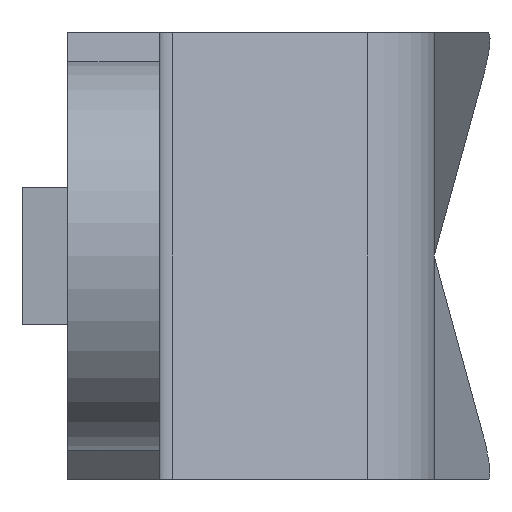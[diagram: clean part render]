
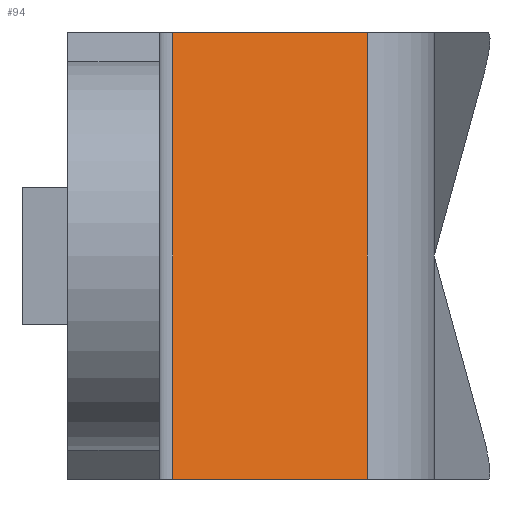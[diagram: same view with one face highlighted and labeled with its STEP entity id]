
A CAD part, left-side view. The second image highlights one B-rep face of the part: STEP entity #94.
In plain terms, the highlighted planar face has unit normal (-0.91, -0.415, 0).
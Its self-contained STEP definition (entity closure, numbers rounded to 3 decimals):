
#94 = ADVANCED_FACE( '', ( #210 ), #211, .F. );
#210 = FACE_OUTER_BOUND( '', #351, .T. );
#211 = PLANE( '', #352 );
#351 = EDGE_LOOP( '', ( #495, #496, #497, #498 ) );
#352 = AXIS2_PLACEMENT_3D( '', #499, #500, #501 );
#495 = ORIENTED_EDGE( '', *, *, #870, .T. );
#496 = ORIENTED_EDGE( '', *, *, #871, .T. );
#497 = ORIENTED_EDGE( '', *, *, #856, .F. );
#498 = ORIENTED_EDGE( '', *, *, #872, .T. );
#499 = CARTESIAN_POINT( '', ( 14.494, -0.585, 10. ) );
#500 = DIRECTION( '', ( 0.91, 0.415, 0. ) );
#501 = DIRECTION( '', ( -0.415, 0.91, 0. ) );
#856 = EDGE_CURVE( '', #1007, #1008, #1009, .T. );
#870 = EDGE_CURVE( '', #1031, #1032, #1033, .T. );
#871 = EDGE_CURVE( '', #1032, #1008, #1034, .T. );
#872 = EDGE_CURVE( '', #1007, #1031, #1035, .T. );
#1007 = VERTEX_POINT( '', #1231 );
#1008 = VERTEX_POINT( '', #1232 );
#1009 = LINE( '', #1233, #1234 );
#1031 = VERTEX_POINT( '', #1264 );
#1032 = VERTEX_POINT( '', #1265 );
#1033 = LINE( '', #1266, #1267 );
#1034 = LINE( '', #1268, #1269 );
#1035 = LINE( '', #1270, #1271 );
#1231 = CARTESIAN_POINT( '', ( 18.362, -9.073, 9.75 ) );
#1232 = CARTESIAN_POINT( '', ( 18.362, -9.073, -9.75 ) );
#1233 = CARTESIAN_POINT( '', ( 18.362, -9.073, 10. ) );
#1234 = VECTOR( '', #1540, 1000. );
#1264 = CARTESIAN_POINT( '', ( 14.494, -0.585, 9.75 ) );
#1265 = CARTESIAN_POINT( '', ( 14.494, -0.585, -9.75 ) );
#1266 = CARTESIAN_POINT( '', ( 14.494, -0.585, 10. ) );
#1267 = VECTOR( '', #1555, 1000. );
#1268 = CARTESIAN_POINT( '', ( 14.494, -0.585, -9.75 ) );
#1269 = VECTOR( '', #1556, 1000. );
#1270 = CARTESIAN_POINT( '', ( 14.494, -0.585, 9.75 ) );
#1271 = VECTOR( '', #1557, 1000. );
#1540 = DIRECTION( '', ( 0., 0., -1. ) );
#1555 = DIRECTION( '', ( 0., 0., -1. ) );
#1556 = DIRECTION( '', ( 0.415, -0.91, 0. ) );
#1557 = DIRECTION( '', ( -0.415, 0.91, 0. ) );
